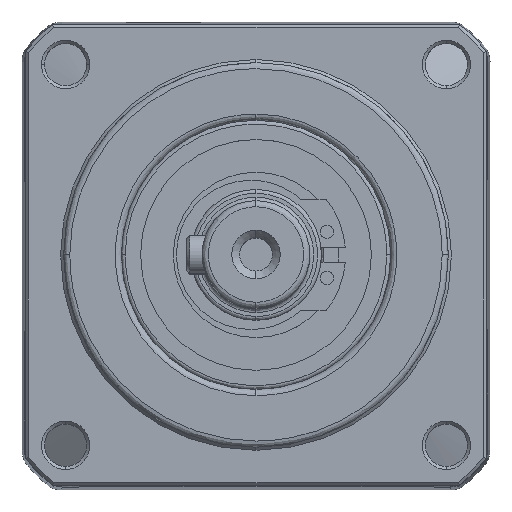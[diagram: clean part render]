
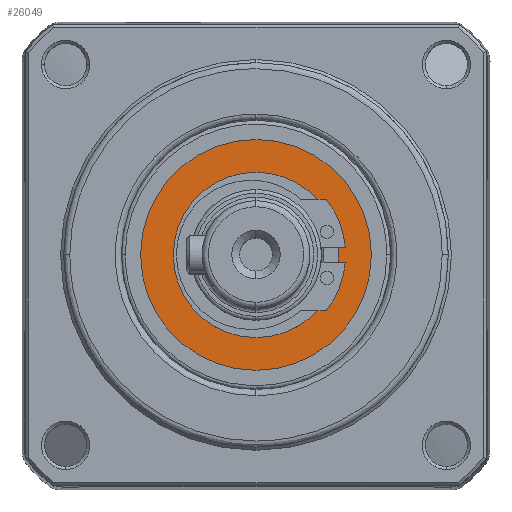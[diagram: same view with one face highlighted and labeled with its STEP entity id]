
A CAD part, top view. The second image highlights one B-rep face of the part: STEP entity #26049.
In plain terms, the highlighted planar face has unit normal (0, 0, 1).
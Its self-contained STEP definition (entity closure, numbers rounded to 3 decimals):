
#4081 = PLANE ( 'NONE',  #23551 ) ;
#4952 = CARTESIAN_POINT ( 'NONE',  ( 0., 0., 9.5 ) ) ;
#5160 = CARTESIAN_POINT ( 'NONE',  ( 15., 0., 9.5 ) ) ;
#5466 = DIRECTION ( 'NONE',  ( 1., 0., 0. ) ) ;
#5470 = DIRECTION ( 'NONE',  ( 0., 0., 1. ) ) ;
#5504 = CARTESIAN_POINT ( 'NONE',  ( 0., 0., 9.5 ) ) ;
#6091 = AXIS2_PLACEMENT_3D ( 'NONE', #5504, #5470, #5466 ) ;
#6365 = DIRECTION ( 'NONE',  ( 0., 0., 1. ) ) ;
#7260 = DIRECTION ( 'NONE',  ( 1., 0., 0. ) ) ;
#7955 = VERTEX_POINT ( 'NONE', #16604 ) ;
#10142 = EDGE_CURVE ( 'NONE', #17511, #7955, #20574, .T. ) ;
#10989 = ORIENTED_EDGE ( 'NONE', *, *, #11056, .T. ) ;
#11056 = EDGE_CURVE ( 'NONE', #28661, #27870, #27759, .T. ) ;
#11588 = FACE_OUTER_BOUND ( 'NONE', #29143, .T. ) ;
#15156 = CIRCLE ( 'NONE', #19300, 15. ) ;
#15880 = ORIENTED_EDGE ( 'NONE', *, *, #18952, .T. ) ;
#16604 = CARTESIAN_POINT ( 'NONE',  ( -15., 0., 9.5 ) ) ;
#17060 = ORIENTED_EDGE ( 'NONE', *, *, #23214, .T. ) ;
#17511 = VERTEX_POINT ( 'NONE', #5160 ) ;
#18034 = AXIS2_PLACEMENT_3D ( 'NONE', #22177, #22172, #22144 ) ;
#18952 = EDGE_CURVE ( 'NONE', #7955, #17511, #15156, .T. ) ;
#19300 = AXIS2_PLACEMENT_3D ( 'NONE', #21109, #21017, #20926 ) ;
#19560 = CIRCLE ( 'NONE', #27520, 10.75 ) ;
#19847 = ORIENTED_EDGE ( 'NONE', *, *, #10142, .T. ) ;
#20574 = CIRCLE ( 'NONE', #6091, 15. ) ;
#20760 = DIRECTION ( 'NONE',  ( 0., 0., -1. ) ) ;
#20926 = DIRECTION ( 'NONE',  ( 1., 0., 0. ) ) ;
#21017 = DIRECTION ( 'NONE',  ( 0., 0., 1. ) ) ;
#21109 = CARTESIAN_POINT ( 'NONE',  ( 0., 0., 9.5 ) ) ;
#22144 = DIRECTION ( 'NONE',  ( 1., 0., 0. ) ) ;
#22160 = DIRECTION ( 'NONE',  ( 1., 0., 0. ) ) ;
#22172 = DIRECTION ( 'NONE',  ( 0., 0., -1. ) ) ;
#22177 = CARTESIAN_POINT ( 'NONE',  ( 0., 0., 9.5 ) ) ;
#23214 = EDGE_CURVE ( 'NONE', #27870, #28661, #19560, .T. ) ;
#23551 = AXIS2_PLACEMENT_3D ( 'NONE', #24273, #6365, #22160 ) ;
#24273 = CARTESIAN_POINT ( 'NONE',  ( 0., 0., 9.5 ) ) ;
#26049 = ADVANCED_FACE ( 'NONE', ( #11588, #27902 ), #4081, .T. ) ;
#26815 = CARTESIAN_POINT ( 'NONE',  ( -10.75, 0., 9.5 ) ) ;
#27520 = AXIS2_PLACEMENT_3D ( 'NONE', #4952, #20760, #7260 ) ;
#27695 = CARTESIAN_POINT ( 'NONE',  ( 10.75, 0., 9.5 ) ) ;
#27714 = EDGE_LOOP ( 'NONE', ( #10989, #17060 ) ) ;
#27759 = CIRCLE ( 'NONE', #18034, 10.75 ) ;
#27870 = VERTEX_POINT ( 'NONE', #26815 ) ;
#27902 = FACE_BOUND ( 'NONE', #27714, .T. ) ;
#28661 = VERTEX_POINT ( 'NONE', #27695 ) ;
#29143 = EDGE_LOOP ( 'NONE', ( #19847, #15880 ) ) ;
